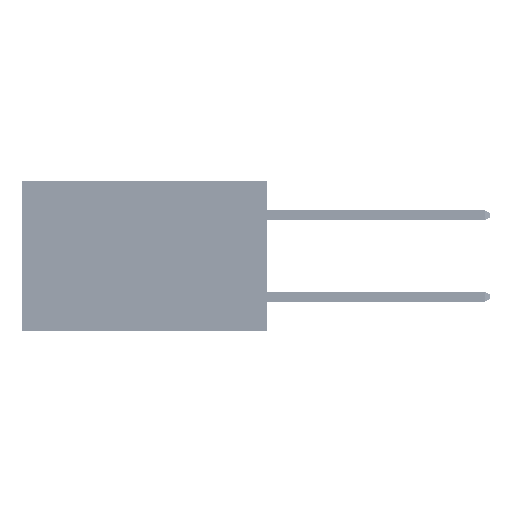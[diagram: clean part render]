
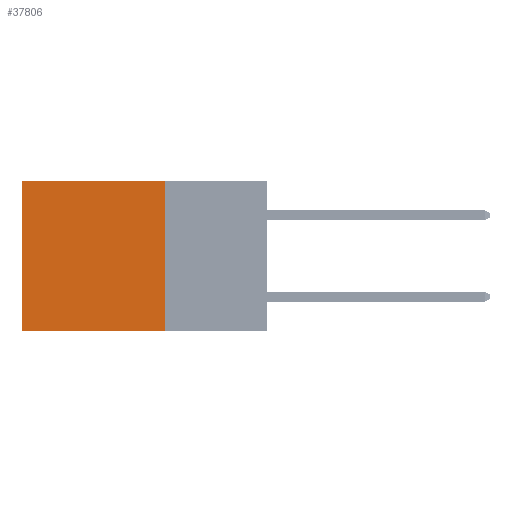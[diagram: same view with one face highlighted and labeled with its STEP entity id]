
A CAD part, left-side view. The second image highlights one B-rep face of the part: STEP entity #37806.
In plain terms, the highlighted planar face has unit normal (-1, 0, 0).
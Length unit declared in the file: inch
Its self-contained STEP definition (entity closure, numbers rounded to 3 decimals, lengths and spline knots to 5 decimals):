
#4214 = CARTESIAN_POINT ( 'NONE',  ( 0.2875, 0.25, 0. ) ) ;
#6340 = DIRECTION ( 'NONE',  ( 0., 1., 0. ) ) ;
#6886 = ORIENTED_EDGE ( 'NONE', *, *, #50780, .T. ) ;
#7812 = EDGE_CURVE ( 'NONE', #36469, #52369, #18715, .T. ) ;
#8294 = DIRECTION ( 'NONE',  ( 1., 0., 0. ) ) ;
#9834 = VECTOR ( 'NONE', #44827, 39.37008 ) ;
#12058 = PLANE ( 'NONE',  #51988 ) ;
#13716 = ORIENTED_EDGE ( 'NONE', *, *, #39918, .T. ) ;
#15552 = LINE ( 'NONE', #24920, #41572 ) ;
#15703 = CARTESIAN_POINT ( 'NONE',  ( 0.2875, 0.25, 0. ) ) ;
#17093 = CARTESIAN_POINT ( 'NONE',  ( 0.2875, 0.6, -0.37 ) ) ;
#18715 = LINE ( 'NONE', #52424, #9834 ) ;
#19511 = EDGE_CURVE ( 'NONE', #52369, #34933, #41210, .T. ) ;
#23820 = ORIENTED_EDGE ( 'NONE', *, *, #7812, .F. ) ;
#24920 = CARTESIAN_POINT ( 'NONE',  ( 0.2875, 0.6, 0. ) ) ;
#26050 = DIRECTION ( 'NONE',  ( 0., 1., 0. ) ) ;
#26072 = LINE ( 'NONE', #42398, #43254 ) ;
#31046 = VECTOR ( 'NONE', #6340, 39.37008 ) ;
#34933 = VERTEX_POINT ( 'NONE', #17093 ) ;
#35095 = CARTESIAN_POINT ( 'NONE',  ( 0.2875, 0.25, -0.37 ) ) ;
#36400 = CARTESIAN_POINT ( 'NONE',  ( 0.2875, 0.6, 0. ) ) ;
#36469 = VERTEX_POINT ( 'NONE', #15703 ) ;
#37481 = EDGE_LOOP ( 'NONE', ( #13716, #48862, #23820, #6886 ) ) ;
#37806 = ADVANCED_FACE ( 'NONE', ( #47425 ), #12058, .F. ) ;
#39918 = EDGE_CURVE ( 'NONE', #50297, #34933, #15552, .T. ) ;
#41210 = LINE ( 'NONE', #35095, #31046 ) ;
#41572 = VECTOR ( 'NONE', #44438, 39.37008 ) ;
#42398 = CARTESIAN_POINT ( 'NONE',  ( 0.2875, 0.25, 0. ) ) ;
#43254 = VECTOR ( 'NONE', #26050, 39.37008 ) ;
#44137 = DIRECTION ( 'NONE',  ( 0., 0., -1. ) ) ;
#44438 = DIRECTION ( 'NONE',  ( 0., 0., -1. ) ) ;
#44827 = DIRECTION ( 'NONE',  ( 0., 0., -1. ) ) ;
#46109 = CARTESIAN_POINT ( 'NONE',  ( 0.2875, 0.25, -0.37 ) ) ;
#47425 = FACE_OUTER_BOUND ( 'NONE', #37481, .T. ) ;
#48862 = ORIENTED_EDGE ( 'NONE', *, *, #19511, .F. ) ;
#50297 = VERTEX_POINT ( 'NONE', #36400 ) ;
#50780 = EDGE_CURVE ( 'NONE', #36469, #50297, #26072, .T. ) ;
#51988 = AXIS2_PLACEMENT_3D ( 'NONE', #4214, #8294, #44137 ) ;
#52369 = VERTEX_POINT ( 'NONE', #46109 ) ;
#52424 = CARTESIAN_POINT ( 'NONE',  ( 0.2875, 0.25, 0. ) ) ;
